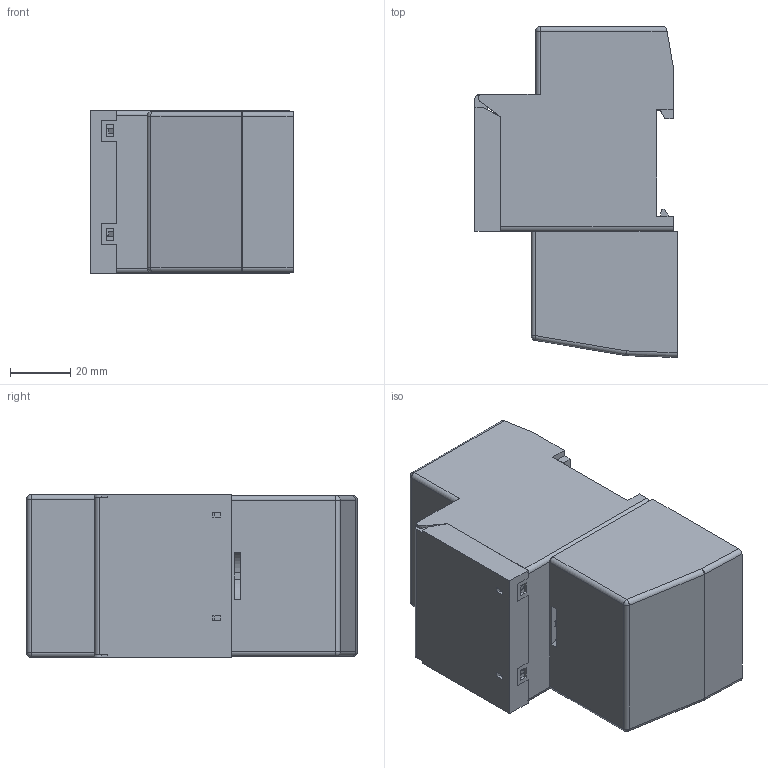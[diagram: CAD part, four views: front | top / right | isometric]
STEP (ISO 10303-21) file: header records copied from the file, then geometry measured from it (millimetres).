
FILE_DESCRIPTION (( 'STEP AP214' ), '1' );
FILE_NAME ('01.03.03.05 Òàéìåð ÒÝÌ181 àíàëîãîâûé 16À 230Â íà DIN-ðåéêó ÈÝÊ.STEP', '2017-03-16T07:06:23', ( 'user' ), ( '' ), 'SwSTEP 2.0', 'SolidWorks 2014', '' );
FILE_SCHEMA (( 'AUTOMOTIVE_DESIGN' ));
Length unit declared in the file: millimetre
Products named in the file (1): 01.03.03.05 Òàéìåð ÒÝÌ181 àíàëîãîâûé 16À 230Â íà DIN-ðåéêó ÈÝÊ
Bounding box: 67.2 x 109.9 x 54 mm (x, y, z)
Volume: 239472.9 mm3; surface area: 51865.8 mm2
Topology: 3 solids, 3 shells, 249 faces, 642 edges, 418 vertices
Faces by surface type: plane 199, cylinder 42, sphere 6, cone 2
Full cylindrical faces by diameter (mm): 3.4 x1, 4 x1, 5.3 x1, 5.5 x8
Entity records: 10196 total; most frequent: CARTESIAN_POINT 1336, ORIENTED_EDGE 1254, DIRECTION 1187, EDGE_CURVE 627, LINE 539, VECTOR 539, VERTEX_POINT 417, AXIS2_PLACEMENT_3D 324
